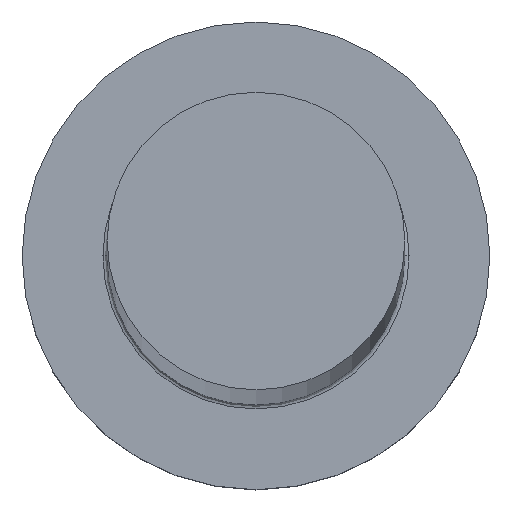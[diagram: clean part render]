
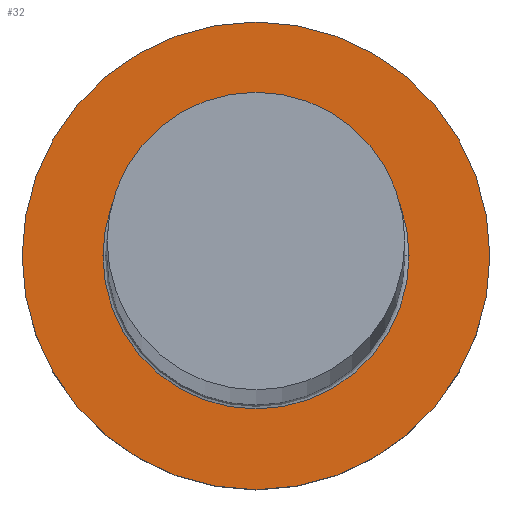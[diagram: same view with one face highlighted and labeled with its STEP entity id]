
A CAD part, top view. The second image highlights one B-rep face of the part: STEP entity #32.
In plain terms, the highlighted planar face has unit normal (0, 0, 1).
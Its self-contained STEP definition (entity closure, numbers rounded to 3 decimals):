
#9 = ORIENTED_EDGE ( 'NONE', *, *, #260, .T. ) ;
#14 = EDGE_CURVE ( 'NONE', #294, #193, #115, .T. ) ;
#17 = DIRECTION ( 'NONE',  ( 0., 0., -1. ) ) ;
#21 = CARTESIAN_POINT ( 'NONE',  ( 0., 0., 7. ) ) ;
#32 = ADVANCED_FACE ( 'NONE', ( #43, #137 ), #281, .T. ) ;
#34 = DIRECTION ( 'NONE',  ( 0., 0., 1. ) ) ;
#42 = CARTESIAN_POINT ( 'NONE',  ( 7.2, 0., 7. ) ) ;
#43 = FACE_BOUND ( 'NONE', #269, .T. ) ;
#68 = CIRCLE ( 'NONE', #182, 7.2 ) ;
#76 = CARTESIAN_POINT ( 'NONE',  ( 11., 0., 7. ) ) ;
#83 = VERTEX_POINT ( 'NONE', #235 ) ;
#89 = EDGE_CURVE ( 'NONE', #83, #210, #132, .T. ) ;
#90 = DIRECTION ( 'NONE',  ( 1., 0., 0. ) ) ;
#92 = DIRECTION ( 'NONE',  ( 1., 0., 0. ) ) ;
#97 = CIRCLE ( 'NONE', #174, 11. ) ;
#103 = EDGE_LOOP ( 'NONE', ( #296, #271 ) ) ;
#111 = CARTESIAN_POINT ( 'NONE',  ( 0., 0., 7. ) ) ;
#113 = DIRECTION ( 'NONE',  ( 1., 0., 0. ) ) ;
#115 = CIRCLE ( 'NONE', #261, 11. ) ;
#132 = CIRCLE ( 'NONE', #217, 7.2 ) ;
#136 = CARTESIAN_POINT ( 'NONE',  ( -11., 0., 7. ) ) ;
#137 = FACE_OUTER_BOUND ( 'NONE', #103, .T. ) ;
#160 = CARTESIAN_POINT ( 'NONE',  ( 0., 0., 7. ) ) ;
#161 = DIRECTION ( 'NONE',  ( 0., 0., -1. ) ) ;
#164 = DIRECTION ( 'NONE',  ( 0., 0., 1. ) ) ;
#166 = AXIS2_PLACEMENT_3D ( 'NONE', #212, #164, #92 ) ;
#172 = EDGE_CURVE ( 'NONE', #193, #294, #97, .T. ) ;
#174 = AXIS2_PLACEMENT_3D ( 'NONE', #190, #34, #113 ) ;
#179 = ORIENTED_EDGE ( 'NONE', *, *, #89, .T. ) ;
#182 = AXIS2_PLACEMENT_3D ( 'NONE', #160, #161, #237 ) ;
#190 = CARTESIAN_POINT ( 'NONE',  ( 0., 0., 7. ) ) ;
#192 = DIRECTION ( 'NONE',  ( 0., 0., 1. ) ) ;
#193 = VERTEX_POINT ( 'NONE', #136 ) ;
#210 = VERTEX_POINT ( 'NONE', #42 ) ;
#212 = CARTESIAN_POINT ( 'NONE',  ( 0., 0., 7. ) ) ;
#217 = AXIS2_PLACEMENT_3D ( 'NONE', #111, #17, #90 ) ;
#235 = CARTESIAN_POINT ( 'NONE',  ( -7.2, 0., 7. ) ) ;
#237 = DIRECTION ( 'NONE',  ( 1., 0., 0. ) ) ;
#260 = EDGE_CURVE ( 'NONE', #210, #83, #68, .T. ) ;
#261 = AXIS2_PLACEMENT_3D ( 'NONE', #21, #192, #299 ) ;
#269 = EDGE_LOOP ( 'NONE', ( #9, #179 ) ) ;
#271 = ORIENTED_EDGE ( 'NONE', *, *, #14, .T. ) ;
#281 = PLANE ( 'NONE',  #166 ) ;
#294 = VERTEX_POINT ( 'NONE', #76 ) ;
#296 = ORIENTED_EDGE ( 'NONE', *, *, #172, .T. ) ;
#299 = DIRECTION ( 'NONE',  ( 1., 0., 0. ) ) ;
